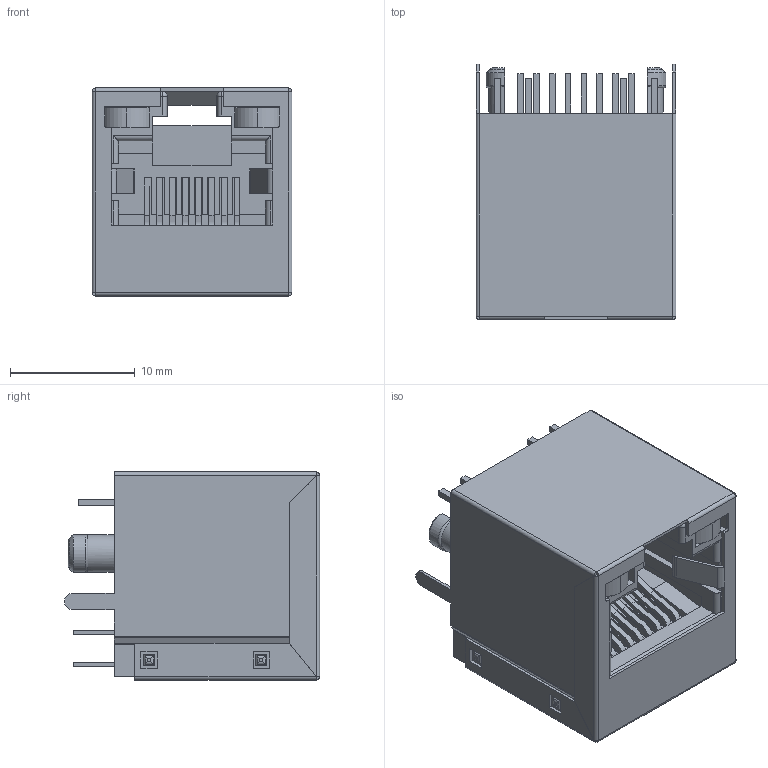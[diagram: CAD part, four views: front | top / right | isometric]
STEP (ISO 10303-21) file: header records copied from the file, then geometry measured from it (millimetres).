
FILE_DESCRIPTION(('STEP AP242'),'1');
FILE_NAME('615008138321.stp','2019-09-17T12:09:32',('TraceParts'),('TraceParts S.A.'),'Spatial InterOp 3D',' ',' ');
FILE_SCHEMA(('AP242_MANAGED_MODEL_BASED_3D_ENGINEERING_MIM_LF {1 0 10303 442 1 1 4}'));
Length unit declared in the file: millimetre
Products named in the file (1): 615008138321_1
Bounding box: 16.05 x 20.5 x 16.7 mm (x, y, z)
Volume: 2773.9 mm3; surface area: 6925.5 mm2
Topology: 17 solids, 17 shells, 752 faces, 2032 edges, 1306 vertices
Faces by surface type: plane 618, cylinder 106, bspline 16, sphere 6, torus 4, cone 2
Entity records: 31698 total; most frequent: CARTESIAN_POINT 6683, ORIENTED_EDGE 4052, DIRECTION 3680, EDGE_CURVE 2026, LINE 1810, VECTOR 1810, VERTEX_POINT 1306, AXIS2_PLACEMENT_3D 935
